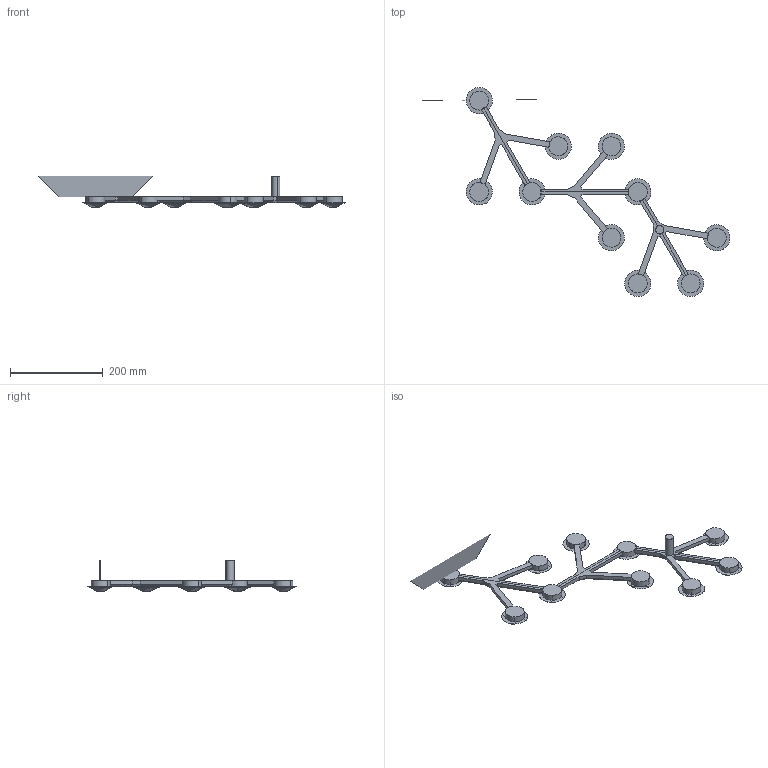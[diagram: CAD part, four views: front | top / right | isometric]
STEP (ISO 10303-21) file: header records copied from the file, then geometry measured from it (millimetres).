
FILE_DESCRIPTION(/* description */ (''),/* implementation_level */ '2;1');
FILE_NAME(/* name */ 'LedNetLineSoffitto_3D',/* time_stamp */ '2011-10-14T12:51:12+02:00',/* author */ (''),/* organization */ (''),/* preprocessor_version */ 'ST-DEVELOPER v10',/* originating_system */ '',/* authorisation */ '');
FILE_SCHEMA (('CONFIG_CONTROL_DESIGN'));
Length unit declared in the file: millimetre
Products named in the file (1): 1
Bounding box: 664.91 x 451.38 x 67.5 mm (x, y, z)
Volume: 1801677.8 mm3; surface area: 307498.5 mm2
Topology: 22 solids, 52 shells, 281 faces, 931 edges, 692 vertices
Faces by surface type: bspline 281
Entity records: 12721 total; most frequent: CARTESIAN_POINT 8192, ORIENTED_EDGE 1368, EDGE_CURVE 846, VERTEX_POINT 621, B_SPLINE_CURVE_WITH_KNOTS 450, ADVANCED_FACE 281, FACE_OUTER_BOUND 281, EDGE_LOOP 281
